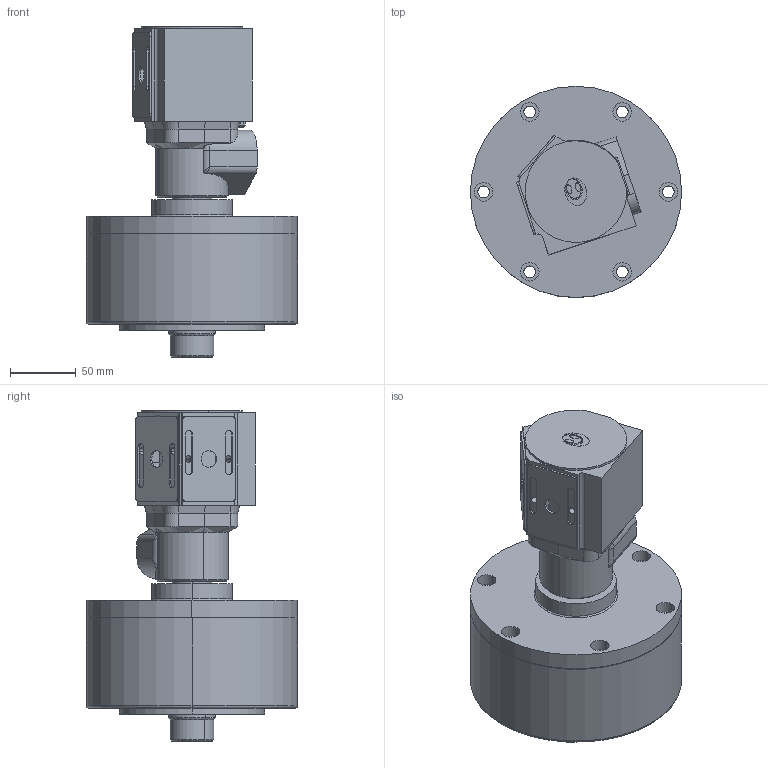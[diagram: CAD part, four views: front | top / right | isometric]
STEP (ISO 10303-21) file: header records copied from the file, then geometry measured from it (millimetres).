
FILE_DESCRIPTION (( 'STEP AP203' ), '1' );
FILE_NAME ('RS-125外觀參考.STEP', '2017-04-17T07:59:13', ( 'temp' ), ( '' ), 'SwSTEP 2.0', 'SolidWorks 2016', '' );
FILE_SCHEMA (( 'CONFIG_CONTROL_DESIGN' ));
Length unit declared in the file: millimetre
Products named in the file (8): RS-125閥軸; RS-125活塞; RK-125缸體; RK-100閥體(小); RS-100行控盒; RS-100感應器定位板; RS-100蓋板; RS-125外觀參考
Assembly tree (8 placements, depth 2):
  RS-125外觀參考
    RS-125閥軸
    RS-125活塞
    RK-125缸體
    RK-100閥體(小)
    RS-100行控盒
    RS-100感應器定位板  x2
    RS-100蓋板
Bounding box: 160 x 160 x 250.6 mm (x, y, z)
Volume: 1924178.8 mm3; surface area: 292040.8 mm2
Topology: 8 solids, 8 shells, 367 faces, 880 edges, 541 vertices
Faces by surface type: cylinder 166, plane 116, cone 52, bspline 21, torus 10, sphere 2
Entity records: 11598 total; most frequent: CARTESIAN_POINT 2761, DIRECTION 1752, ORIENTED_EDGE 1574, EDGE_CURVE 787, AXIS2_PLACEMENT_3D 688, VERTEX_POINT 501, EDGE_LOOP 424, VECTOR 376
